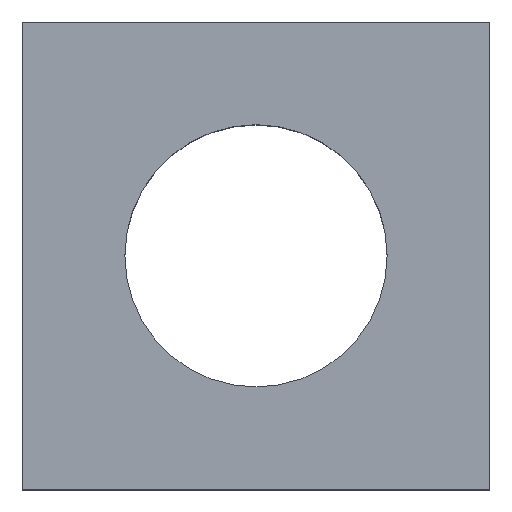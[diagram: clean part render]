
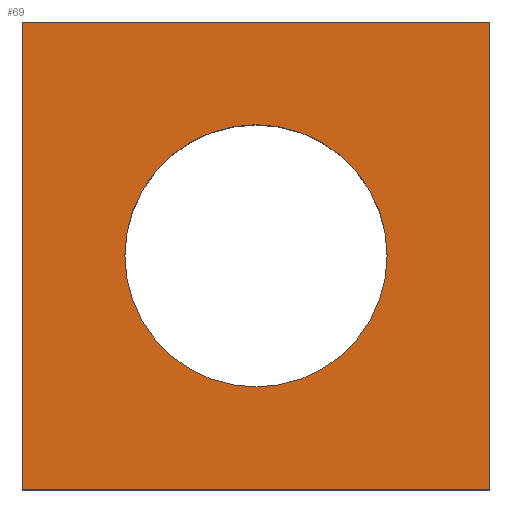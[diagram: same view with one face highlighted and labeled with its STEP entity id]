
A CAD part, top view. The second image highlights one B-rep face of the part: STEP entity #69.
In plain terms, the highlighted planar face has unit normal (0, 0, 1).
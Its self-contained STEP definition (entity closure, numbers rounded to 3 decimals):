
#4 = CARTESIAN_POINT ( 'NONE',  ( 0., 0., 20. ) ) ;
#5 = DIRECTION ( 'NONE',  ( 1., 0., 0. ) ) ;
#6 = EDGE_CURVE ( 'NONE', #258, #162, #248, .T. ) ;
#12 = CARTESIAN_POINT ( 'NONE',  ( 0., 0., 20. ) ) ;
#28 = EDGE_CURVE ( 'NONE', #305, #34, #76, .T. ) ;
#34 = VERTEX_POINT ( 'NONE', #302 ) ;
#50 = FACE_OUTER_BOUND ( 'NONE', #310, .T. ) ;
#56 = ORIENTED_EDGE ( 'NONE', *, *, #211, .T. ) ;
#61 = PLANE ( 'NONE',  #113 ) ;
#64 = AXIS2_PLACEMENT_3D ( 'NONE', #156, #177, #205 ) ;
#69 = ADVANCED_FACE ( 'NONE', ( #50, #235 ), #61, .F. ) ;
#70 = CARTESIAN_POINT ( 'NONE',  ( -20., -20., 20. ) ) ;
#71 = VECTOR ( 'NONE', #214, 1000. ) ;
#76 = LINE ( 'NONE', #201, #129 ) ;
#81 = LINE ( 'NONE', #245, #71 ) ;
#93 = LINE ( 'NONE', #140, #118 ) ;
#94 = VERTEX_POINT ( 'NONE', #260 ) ;
#98 = DIRECTION ( 'NONE',  ( 0., 0., 1. ) ) ;
#99 = DIRECTION ( 'NONE',  ( -1., 0., 0. ) ) ;
#103 = ORIENTED_EDGE ( 'NONE', *, *, #6, .F. ) ;
#108 = VERTEX_POINT ( 'NONE', #70 ) ;
#110 = CARTESIAN_POINT ( 'NONE',  ( -11.219, 0., 20. ) ) ;
#113 = AXIS2_PLACEMENT_3D ( 'NONE', #12, #233, #232 ) ;
#116 = EDGE_LOOP ( 'NONE', ( #103, #126 ) ) ;
#117 = EDGE_CURVE ( 'NONE', #108, #305, #93, .T. ) ;
#118 = VECTOR ( 'NONE', #5, 1000. ) ;
#120 = EDGE_CURVE ( 'NONE', #94, #108, #81, .T. ) ;
#126 = ORIENTED_EDGE ( 'NONE', *, *, #145, .F. ) ;
#128 = VECTOR ( 'NONE', #99, 1000. ) ;
#129 = VECTOR ( 'NONE', #149, 1000. ) ;
#140 = CARTESIAN_POINT ( 'NONE',  ( -20., -20., 20. ) ) ;
#143 = ORIENTED_EDGE ( 'NONE', *, *, #28, .T. ) ;
#145 = EDGE_CURVE ( 'NONE', #162, #258, #300, .T. ) ;
#149 = DIRECTION ( 'NONE',  ( 0., 1., 0. ) ) ;
#156 = CARTESIAN_POINT ( 'NONE',  ( 0., 0., 20. ) ) ;
#162 = VERTEX_POINT ( 'NONE', #265 ) ;
#163 = AXIS2_PLACEMENT_3D ( 'NONE', #4, #98, #247 ) ;
#177 = DIRECTION ( 'NONE',  ( 0., 0., 1. ) ) ;
#187 = ORIENTED_EDGE ( 'NONE', *, *, #117, .T. ) ;
#192 = LINE ( 'NONE', #267, #128 ) ;
#201 = CARTESIAN_POINT ( 'NONE',  ( 20., -20., 20. ) ) ;
#205 = DIRECTION ( 'NONE',  ( 1., 0., 0. ) ) ;
#211 = EDGE_CURVE ( 'NONE', #34, #94, #192, .T. ) ;
#213 = ORIENTED_EDGE ( 'NONE', *, *, #120, .T. ) ;
#214 = DIRECTION ( 'NONE',  ( 0., -1., 0. ) ) ;
#218 = CARTESIAN_POINT ( 'NONE',  ( 20., -20., 20. ) ) ;
#232 = DIRECTION ( 'NONE',  ( -1., 0., 0. ) ) ;
#233 = DIRECTION ( 'NONE',  ( 0., 0., -1. ) ) ;
#235 = FACE_BOUND ( 'NONE', #116, .T. ) ;
#245 = CARTESIAN_POINT ( 'NONE',  ( -20., -20., 20. ) ) ;
#247 = DIRECTION ( 'NONE',  ( 1., 0., 0. ) ) ;
#248 = CIRCLE ( 'NONE', #64, 11.219 ) ;
#258 = VERTEX_POINT ( 'NONE', #110 ) ;
#260 = CARTESIAN_POINT ( 'NONE',  ( -20., 20., 20. ) ) ;
#265 = CARTESIAN_POINT ( 'NONE',  ( 11.219, 0., 20. ) ) ;
#267 = CARTESIAN_POINT ( 'NONE',  ( -20., 20., 20. ) ) ;
#300 = CIRCLE ( 'NONE', #163, 11.219 ) ;
#302 = CARTESIAN_POINT ( 'NONE',  ( 20., 20., 20. ) ) ;
#305 = VERTEX_POINT ( 'NONE', #218 ) ;
#310 = EDGE_LOOP ( 'NONE', ( #143, #56, #213, #187 ) ) ;
